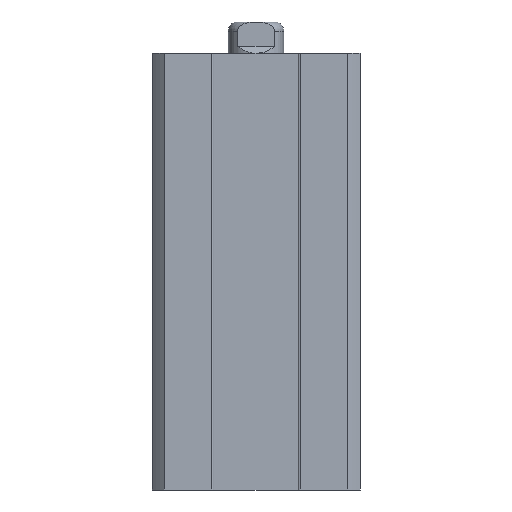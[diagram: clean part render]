
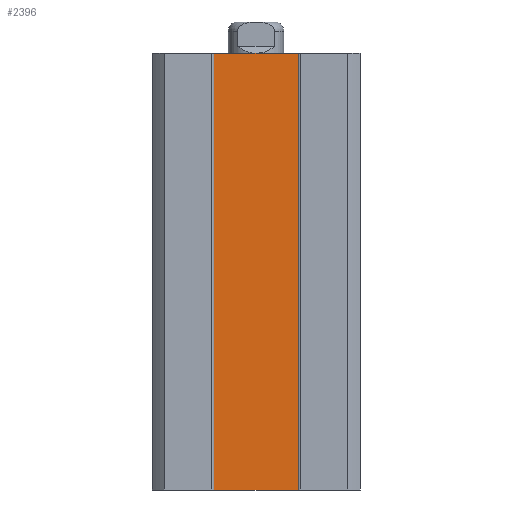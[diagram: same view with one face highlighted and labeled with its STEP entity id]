
A CAD part, front view. The second image highlights one B-rep face of the part: STEP entity #2396.
In plain terms, the highlighted planar face has unit normal (0, -1, 0).
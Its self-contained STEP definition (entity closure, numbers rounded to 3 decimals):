
#436=CARTESIAN_POINT('',(6.124,-10.,0.0));
#437=VERTEX_POINT('',#436);
#445=CARTESIAN_POINT('',(-6.124,-10.,0.0));
#446=VERTEX_POINT('',#445);
#447=CARTESIAN_POINT('',(-6.124,-10.,0.0));
#448=DIRECTION('',(1.0,0.0,0.0));
#449=VECTOR('',#448,12.247);
#450=LINE('',#447,#449);
#451=EDGE_CURVE('',#446,#437,#450,.T.);
#1133=CARTESIAN_POINT('',(-6.124,-10.,63.));
#1134=VERTEX_POINT('',#1133);
#1142=CARTESIAN_POINT('',(6.124,-10.,63.));
#1143=VERTEX_POINT('',#1142);
#1144=CARTESIAN_POINT('',(6.124,-10.,63.));
#1145=DIRECTION('',(-1.0,0.0,0.0));
#1146=VECTOR('',#1145,12.247);
#1147=LINE('',#1144,#1146);
#1148=EDGE_CURVE('',#1143,#1134,#1147,.T.);
#2375=CARTESIAN_POINT('',(6.124,-10.,0.0));
#2376=DIRECTION('',(0.0,-1.0,0.0));
#2377=DIRECTION('',(0.0,0.0,-1.0));
#2378=AXIS2_PLACEMENT_3D('',#2375,#2376,#2377);
#2379=PLANE('',#2378);
#2380=ORIENTED_EDGE('',*,*,#1148,.T.);
#2381=CARTESIAN_POINT('',(-6.124,-10.,0.0));
#2382=DIRECTION('',(0.0,0.0,1.0));
#2383=VECTOR('',#2382,63.);
#2384=LINE('',#2381,#2383);
#2385=EDGE_CURVE('',#446,#1134,#2384,.T.);
#2386=ORIENTED_EDGE('',*,*,#2385,.F.);
#2387=ORIENTED_EDGE('',*,*,#451,.T.);
#2388=CARTESIAN_POINT('',(6.124,-10.,0.0));
#2389=DIRECTION('',(0.0,0.0,1.0));
#2390=VECTOR('',#2389,63.);
#2391=LINE('',#2388,#2390);
#2392=EDGE_CURVE('',#437,#1143,#2391,.T.);
#2393=ORIENTED_EDGE('',*,*,#2392,.T.);
#2394=EDGE_LOOP('',(#2380,#2386,#2387,#2393));
#2395=FACE_OUTER_BOUND('',#2394,.T.);
#2396=ADVANCED_FACE('',(#2395),#2379,.T.);
